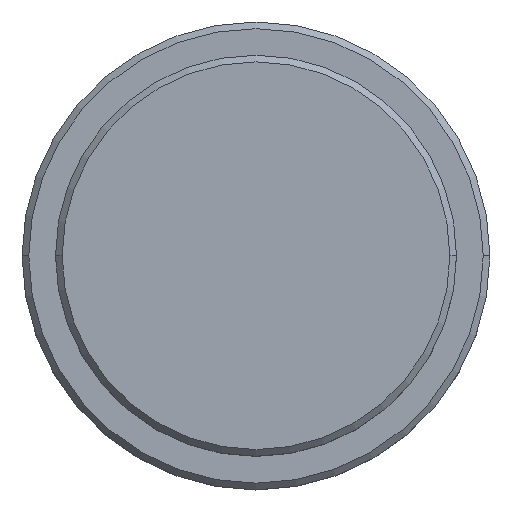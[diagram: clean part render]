
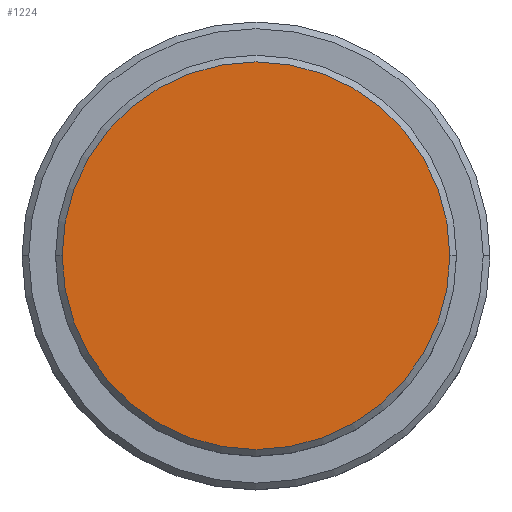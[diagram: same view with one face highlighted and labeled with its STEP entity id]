
A CAD part, top view. The second image highlights one B-rep face of the part: STEP entity #1224.
In plain terms, the highlighted planar face has unit normal (0, 0, 1).
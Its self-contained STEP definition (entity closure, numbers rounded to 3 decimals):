
#43 = FACE_OUTER_BOUND ( 'NONE', #1401, .T. ) ;
#96 = DIRECTION ( 'NONE',  ( 1., 0., 0. ) ) ;
#217 = EDGE_CURVE ( 'NONE', #1185, #558, #1063, .T. ) ;
#225 = CARTESIAN_POINT ( 'NONE',  ( -14.5, 0., 0. ) ) ;
#251 = DIRECTION ( 'NONE',  ( 0., 0., 1. ) ) ;
#421 = DIRECTION ( 'NONE',  ( 1., 0., 0. ) ) ;
#504 = CIRCLE ( 'NONE', #1067, 14.5 ) ;
#535 = ORIENTED_EDGE ( 'NONE', *, *, #1045, .T. ) ;
#558 = VERTEX_POINT ( 'NONE', #712 ) ;
#599 = DIRECTION ( 'NONE',  ( 1., 0., 0. ) ) ;
#607 = ORIENTED_EDGE ( 'NONE', *, *, #217, .T. ) ;
#712 = CARTESIAN_POINT ( 'NONE',  ( 14.5, 0., 0. ) ) ;
#762 = DIRECTION ( 'NONE',  ( 0., 0., 1. ) ) ;
#769 = DIRECTION ( 'NONE',  ( 0., 0., 1. ) ) ;
#804 = PLANE ( 'NONE',  #1001 ) ;
#876 = CARTESIAN_POINT ( 'NONE',  ( 0., 0., 0. ) ) ;
#965 = CARTESIAN_POINT ( 'NONE',  ( 0., 0., 0. ) ) ;
#1001 = AXIS2_PLACEMENT_3D ( 'NONE', #1105, #251, #599 ) ;
#1045 = EDGE_CURVE ( 'NONE', #558, #1185, #504, .T. ) ;
#1063 = CIRCLE ( 'NONE', #1382, 14.5 ) ;
#1067 = AXIS2_PLACEMENT_3D ( 'NONE', #876, #769, #96 ) ;
#1105 = CARTESIAN_POINT ( 'NONE',  ( 0., 0., 0. ) ) ;
#1185 = VERTEX_POINT ( 'NONE', #225 ) ;
#1224 = ADVANCED_FACE ( 'NONE', ( #43 ), #804, .T. ) ;
#1382 = AXIS2_PLACEMENT_3D ( 'NONE', #965, #762, #421 ) ;
#1401 = EDGE_LOOP ( 'NONE', ( #607, #535 ) ) ;
